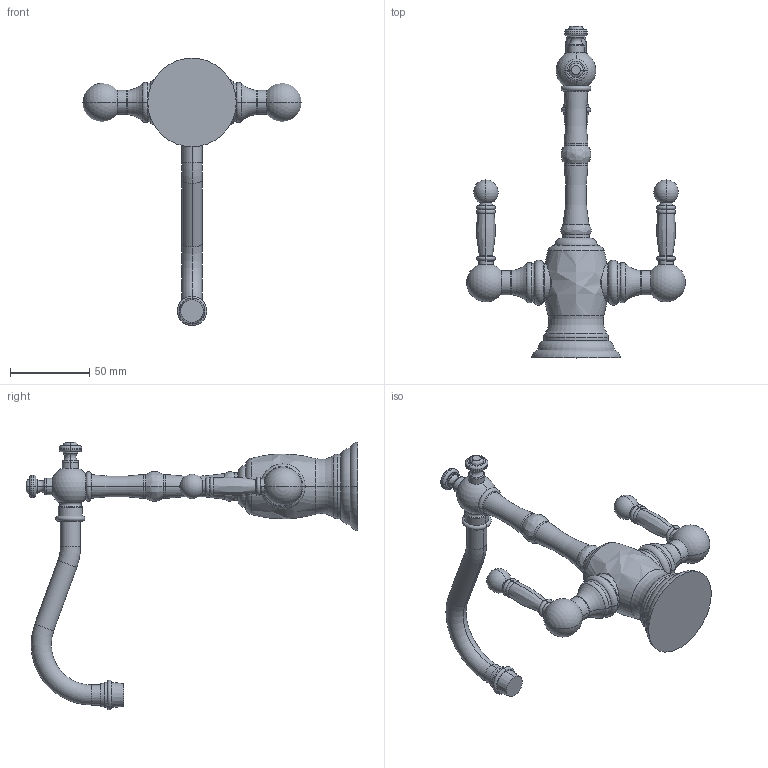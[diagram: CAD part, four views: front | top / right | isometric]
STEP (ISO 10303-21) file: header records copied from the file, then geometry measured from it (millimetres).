
FILE_DESCRIPTION((''),'2;1');
FILE_NAME('108','2021-04-21T12:14:47',('jinson.thomas'),(''),'CREO PARAMETRIC BY PTC INC, 2018400','CREO PARAMETRIC BY PTC INC, 2018400','');
FILE_SCHEMA(('CONFIG_CONTROL_DESIGN'));
Length unit declared in the file: inch
Products named in the file (1): 108
Bounding box: 138.08 x 209.46 x 168.99 mm (x, y, z)
Volume: 187239.1 mm3; surface area: 39627 mm2
Topology: 1 solids, 1 shells, 198 faces, 420 edges, 236 vertices
Faces by surface type: torus 92, cylinder 50, plane 24, bspline 14, sphere 10, cone 8
Entity records: 5705 total; most frequent: CARTESIAN_POINT 1241, DIRECTION 1122, ORIENTED_EDGE 824, AXIS2_PLACEMENT_3D 530, EDGE_CURVE 412, CIRCLE 346, VERTEX_POINT 236, EDGE_LOOP 218
